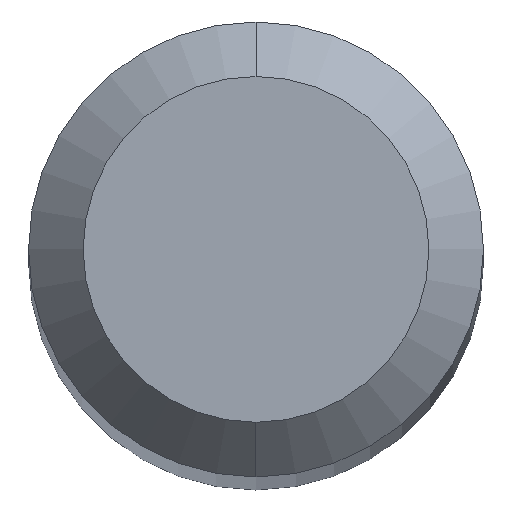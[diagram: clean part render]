
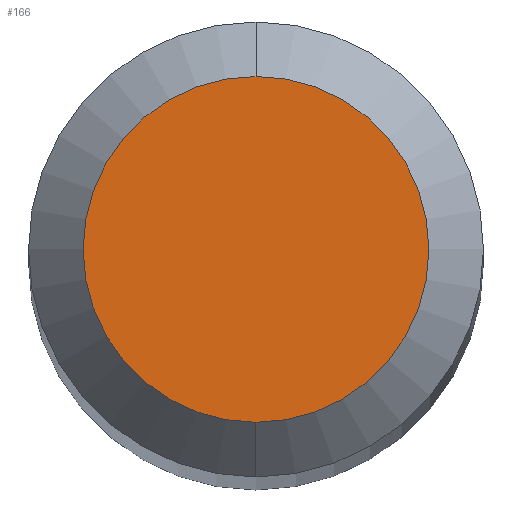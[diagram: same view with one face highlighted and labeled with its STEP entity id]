
A CAD part, top view. The second image highlights one B-rep face of the part: STEP entity #166.
In plain terms, the highlighted planar face has unit normal (0, 0, 1).
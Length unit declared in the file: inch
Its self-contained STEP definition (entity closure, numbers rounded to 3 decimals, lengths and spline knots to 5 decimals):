
#22 = DIRECTION ( 'NONE',  ( 0., -1., 0. ) ) ;
#41 = ORIENTED_EDGE ( 'NONE', *, *, #314, .T. ) ;
#68 = DIRECTION ( 'NONE',  ( 0., 1., 0. ) ) ;
#125 = VERTEX_POINT ( 'NONE', #392 ) ;
#128 = ORIENTED_EDGE ( 'NONE', *, *, #202, .T. ) ;
#143 = DIRECTION ( 'NONE',  ( 0., 0., -1. ) ) ;
#146 = CIRCLE ( 'NONE', #197, 0.0475 ) ;
#148 = DIRECTION ( 'NONE',  ( 0., 0., 1. ) ) ;
#166 = ADVANCED_FACE ( 'NONE', ( #263 ), #508, .F. ) ;
#185 = CARTESIAN_POINT ( 'NONE',  ( 0., 0.0475, 0. ) ) ;
#188 = CIRCLE ( 'NONE', #478, 0.0475 ) ;
#197 = AXIS2_PLACEMENT_3D ( 'NONE', #261, #148, #421 ) ;
#202 = EDGE_CURVE ( 'NONE', #419, #125, #146, .T. ) ;
#219 = CARTESIAN_POINT ( 'NONE',  ( 0., -0.0475, 0. ) ) ;
#256 = DIRECTION ( 'NONE',  ( 0., 0., 1. ) ) ;
#261 = CARTESIAN_POINT ( 'NONE',  ( 0., 0., 0. ) ) ;
#263 = FACE_OUTER_BOUND ( 'NONE', #512, .T. ) ;
#297 = CARTESIAN_POINT ( 'NONE',  ( 0., 0., 0. ) ) ;
#314 = EDGE_CURVE ( 'NONE', #125, #419, #188, .T. ) ;
#392 = CARTESIAN_POINT ( 'NONE',  ( 0., 0.0475, 0. ) ) ;
#419 = VERTEX_POINT ( 'NONE', #219 ) ;
#421 = DIRECTION ( 'NONE',  ( 0., -1., 0. ) ) ;
#444 = AXIS2_PLACEMENT_3D ( 'NONE', #185, #143, #68 ) ;
#478 = AXIS2_PLACEMENT_3D ( 'NONE', #297, #256, #22 ) ;
#508 = PLANE ( 'NONE',  #444 ) ;
#512 = EDGE_LOOP ( 'NONE', ( #41, #128 ) ) ;
